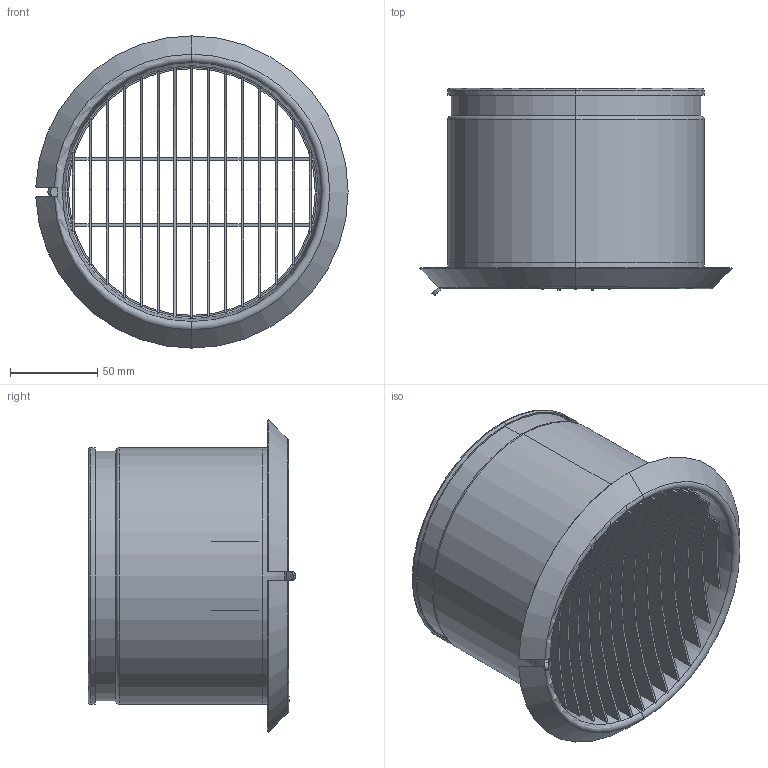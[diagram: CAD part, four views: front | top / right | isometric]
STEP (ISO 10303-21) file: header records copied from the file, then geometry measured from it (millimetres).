
FILE_DESCRIPTION(('STEP AP214'),'1');
FILE_NAME('enjalousie.STP','2019-12-18T09:29:48',(' '),(' '),'Spatial InterOp 3D',' ',' ');
FILE_SCHEMA(('AUTOMOTIVE_DESIGN { 1 0 10303 214 1 1 1 1 }'));
Length unit declared in the file: millimetre
Products named in the file (1): 1
Bounding box: 179 x 118.87 x 179.07 mm (x, y, z)
Volume: 115585.4 mm3; surface area: 242106.8 mm2
Topology: 2 solids, 2 shells, 282 faces, 909 edges, 576 vertices
Faces by surface type: plane 126, cylinder 121, torus 20, cone 9, bspline 6
Entity records: 10338 total; most frequent: CARTESIAN_POINT 2015, ORIENTED_EDGE 1818, DIRECTION 1781, EDGE_CURVE 909, AXIS2_PLACEMENT_3D 624, VERTEX_POINT 576, LINE 533, VECTOR 533
